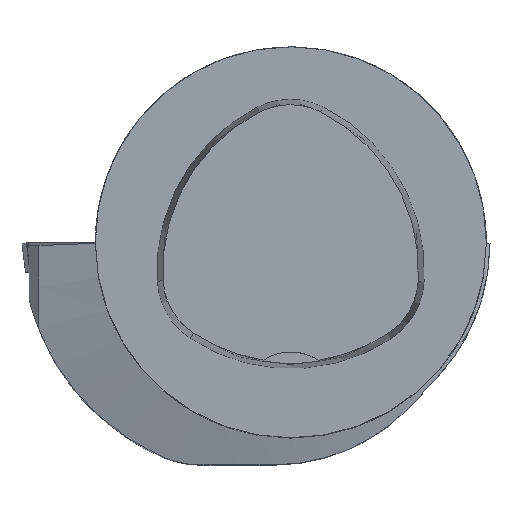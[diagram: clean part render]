
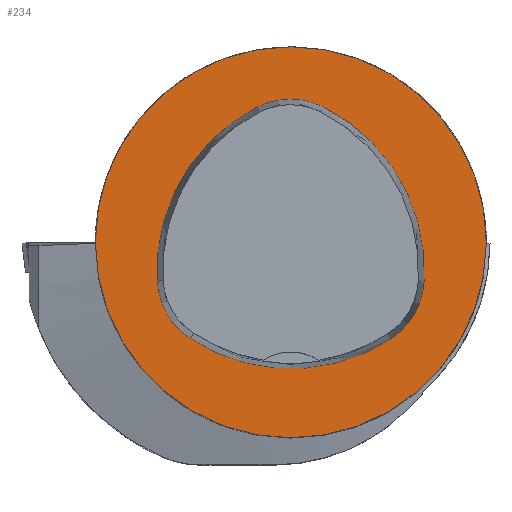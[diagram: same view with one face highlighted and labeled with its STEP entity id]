
A CAD part, top view. The second image highlights one B-rep face of the part: STEP entity #234.
In plain terms, the highlighted planar face has unit normal (0, 0, 1).
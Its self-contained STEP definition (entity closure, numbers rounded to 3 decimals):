
#234=ADVANCED_FACE('',(#477,#478),#287,.T.);
#287=PLANE('',#1387);
#477=FACE_BOUND('',#528,.T.);
#478=FACE_BOUND('',#529,.T.);
#528=EDGE_LOOP('',(#734,#735,#736,#737,#738,#739));
#529=EDGE_LOOP('',(#740));
#734=ORIENTED_EDGE('',*,*,#1115,.T.);
#735=ORIENTED_EDGE('',*,*,#1095,.T.);
#736=ORIENTED_EDGE('',*,*,#1099,.T.);
#737=ORIENTED_EDGE('',*,*,#1102,.T.);
#738=ORIENTED_EDGE('',*,*,#1105,.T.);
#739=ORIENTED_EDGE('',*,*,#1113,.T.);
#740=ORIENTED_EDGE('',*,*,#1073,.F.);
#950=VERTEX_POINT('',#2030);
#970=VERTEX_POINT('',#2122);
#971=VERTEX_POINT('',#2123);
#974=VERTEX_POINT('',#2131);
#976=VERTEX_POINT('',#2137);
#978=VERTEX_POINT('',#2143);
#985=VERTEX_POINT('',#2164);
#1073=EDGE_CURVE('',#950,#950,#1190,.T.);
#1095=EDGE_CURVE('',#970,#971,#1193,.T.);
#1099=EDGE_CURVE('',#971,#974,#1195,.T.);
#1102=EDGE_CURVE('',#974,#976,#1197,.T.);
#1105=EDGE_CURVE('',#976,#978,#1199,.T.);
#1113=EDGE_CURVE('',#978,#985,#1203,.T.);
#1115=EDGE_CURVE('',#985,#970,#1205,.T.);
#1190=CIRCLE('',#1355,16.);
#1193=CIRCLE('',#1365,15.);
#1195=CIRCLE('',#1368,6.);
#1197=CIRCLE('',#1371,15.);
#1199=CIRCLE('',#1374,6.);
#1203=CIRCLE('',#1379,15.);
#1205=CIRCLE('',#1382,6.);
#1355=AXIS2_PLACEMENT_3D('',#2029,#1585,#1586);
#1365=AXIS2_PLACEMENT_3D('',#2121,#1609,#1610);
#1368=AXIS2_PLACEMENT_3D('',#2130,#1617,#1618);
#1371=AXIS2_PLACEMENT_3D('',#2136,#1624,#1625);
#1374=AXIS2_PLACEMENT_3D('',#2142,#1631,#1632);
#1379=AXIS2_PLACEMENT_3D('',#2165,#1643,#1644);
#1382=AXIS2_PLACEMENT_3D('',#2168,#1649,#1650);
#1387=AXIS2_PLACEMENT_3D('',#2173,#1659,#1660);
#1585=DIRECTION('',(0.,0.,-1.));
#1586=DIRECTION('',(-1.,0.,0.));
#1609=DIRECTION('',(0.,0.,-1.));
#1610=DIRECTION('',(-1.,0.,0.));
#1617=DIRECTION('',(0.,0.,-1.));
#1618=DIRECTION('',(-1.,0.,0.));
#1624=DIRECTION('',(0.,0.,-1.));
#1625=DIRECTION('',(-1.,0.,0.));
#1631=DIRECTION('',(0.,0.,-1.));
#1632=DIRECTION('',(-1.,0.,0.));
#1643=DIRECTION('',(0.,0.,-1.));
#1644=DIRECTION('',(-1.,0.,0.));
#1649=DIRECTION('',(0.,0.,-1.));
#1650=DIRECTION('',(-1.,0.,0.));
#1659=DIRECTION('',(0.,0.,1.));
#1660=DIRECTION('',(1.,0.,0.));
#2029=CARTESIAN_POINT('',(0.,0.,0.));
#2030=CARTESIAN_POINT('',(-16.,0.,0.));
#2121=CARTESIAN_POINT('',(4.048,-2.316,0.));
#2122=CARTESIAN_POINT('',(-10.926,-3.206,0.));
#2123=CARTESIAN_POINT('',(-2.774,11.043,0.));
#2130=CARTESIAN_POINT('',(-0.045,5.7,0.));
#2131=CARTESIAN_POINT('',(2.638,11.066,0.));
#2136=CARTESIAN_POINT('',(-4.07,-2.35,0.));
#2137=CARTESIAN_POINT('',(10.903,-3.249,0.));
#2142=CARTESIAN_POINT('',(4.914,-2.889,0.));
#2143=CARTESIAN_POINT('',(8.177,-7.924,0.));
#2164=CARTESIAN_POINT('',(-8.24,-7.859,0.));
#2165=CARTESIAN_POINT('',(0.019,4.663,0.));
#2168=CARTESIAN_POINT('',(-4.936,-2.85,0.));
#2173=CARTESIAN_POINT('',(0.,0.,0.));
